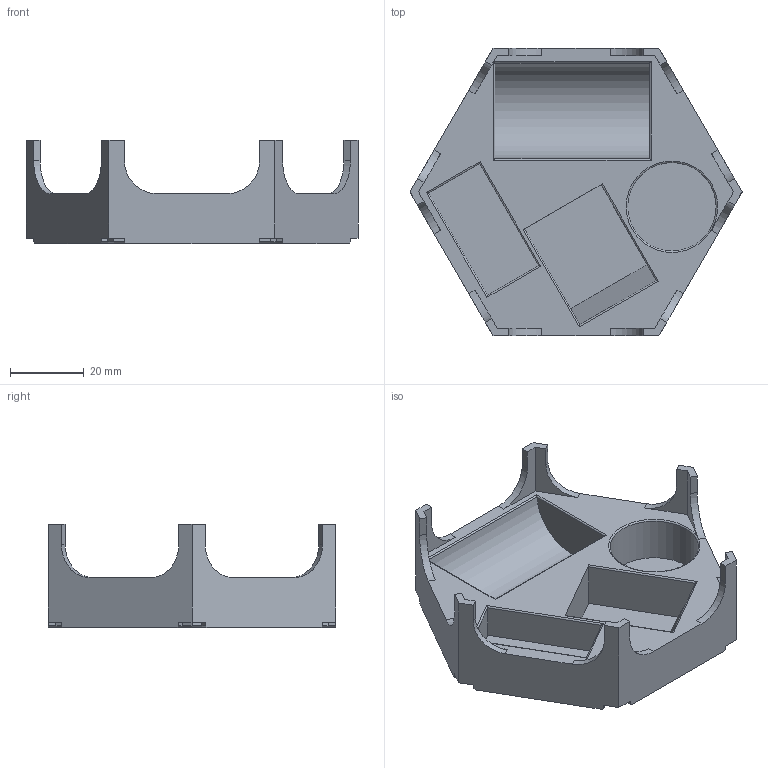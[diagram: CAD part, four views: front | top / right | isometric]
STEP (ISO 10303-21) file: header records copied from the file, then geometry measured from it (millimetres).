
FILE_DESCRIPTION(('FreeCAD Model'),'2;1');
FILE_NAME('Open CASCADE Shape Model','2025-07-28T22:46:53',(''),(''), 'Open CASCADE STEP processor 7.8','FreeCAD','Unknown');
FILE_SCHEMA(('AUTOMOTIVE_DESIGN { 1 0 10303 214 1 1 1 1 }'));
Length unit declared in the file: millimetre
Products named in the file (1): Holder
Bounding box: 90 x 77.94 x 28 mm (x, y, z)
Volume: 43005.4 mm3; surface area: 20166.6 mm2
Topology: 1 solids, 1 shells, 133 faces, 357 edges, 230 vertices
Faces by surface type: plane 106, cylinder 25, torus 1, bspline 1
Full cylindrical faces by diameter (mm): 24 x1
Entity records: 4282 total; most frequent: CARTESIAN_POINT 918, ORIENTED_EDGE 714, DIRECTION 657, EDGE_CURVE 357, LINE 309, VECTOR 309, VERTEX_POINT 230, AXIS2_PLACEMENT_3D 174
